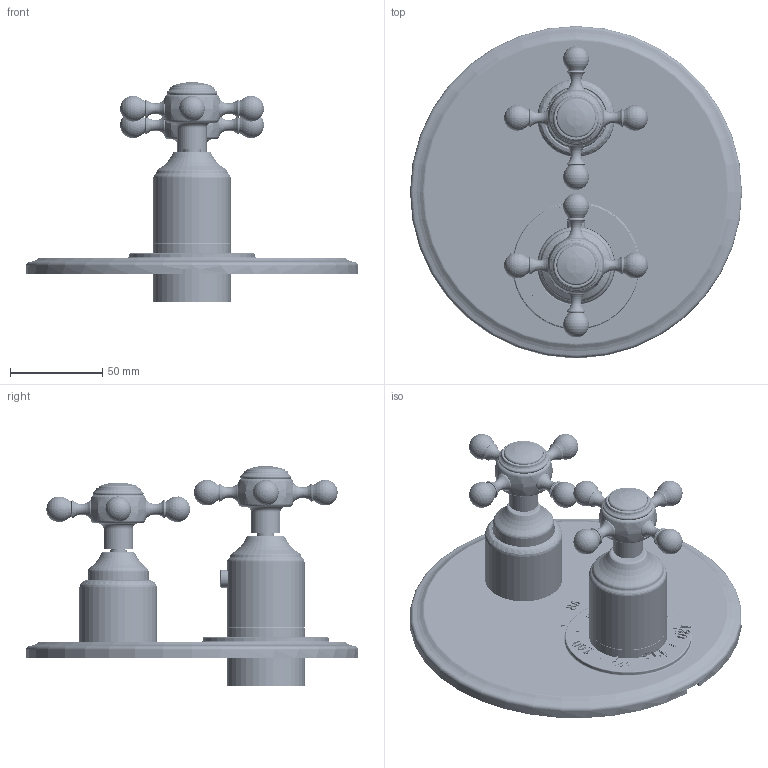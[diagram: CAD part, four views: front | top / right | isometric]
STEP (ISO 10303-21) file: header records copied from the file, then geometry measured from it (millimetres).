
FILE_DESCRIPTION((''),'2;1');
FILE_NAME('3-1763TR_ASM','2016-04-01T',('rsmith'),(''),'PRO/ENGINEER BY PARAMETRIC TECHNOLOGY CORPORATION, 2013150','PRO/ENGINEER BY PARAMETRIC TECHNOLOGY CORPORATION, 2013150','');
FILE_SCHEMA(('CONFIG_CONTROL_DESIGN'));
Products named in the file (25): 12346_AF1; H-78_2_FEET_AF9; 91678; 2-994_AF1_ASM; 12358; 91249; 91080; 2-989_ASM; 91308; 12344; 12345_AF9; 12352; 12353; 92849; 92137; 91246; 2-991_ASM; 30351; 10136; 30438; 91017; 2-559_ASM; 92113; 92206; 3-1763TR_ASM
Assembly tree (28 placements, depth 3):
  3-1763TR_ASM
    2-994_AF1_ASM
      12346_AF1
      H-78_2_FEET_AF9
      91678
    2-989_ASM
      12358
      91249
      91080
    91308
    12344
    12345_AF9
    2-991_ASM
      12352
      12353
      92849
      92137
      91246
    2-559_ASM  x2
      30351
      10136
      30438
      91017
    92113
    92206
Bounding box: 180 x 180 x 119.3 mm (x, y, z)
Volume: 177570.8 mm3; surface area: 194406 mm2
Topology: 30 solids, 696 shells, 3712 faces, 11262 edges, 8359 vertices
Faces by surface type: cylinder 1003, plane 875, cone 521, extrusion 483, bspline 468, torus 306, sphere 48, revolution 8
Entity records: 148584 total; most frequent: CARTESIAN_POINT 74580, ORIENTED_EDGE 14899, DIRECTION 11762, EDGE_CURVE 9245, VERTEX_POINT 7127, VECTOR 4372, B_SPLINE_CURVE_WITH_KNOTS 4331, LINE 3889
